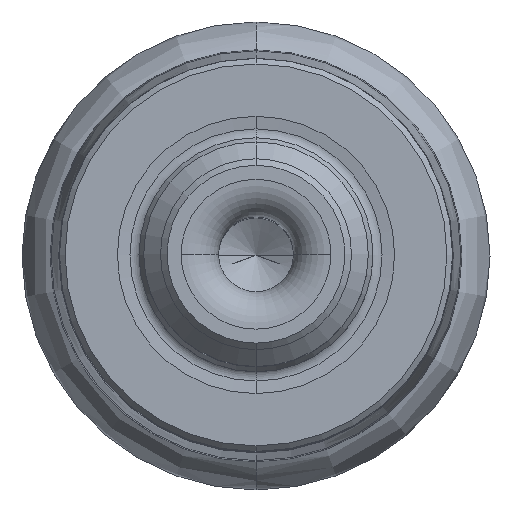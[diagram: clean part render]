
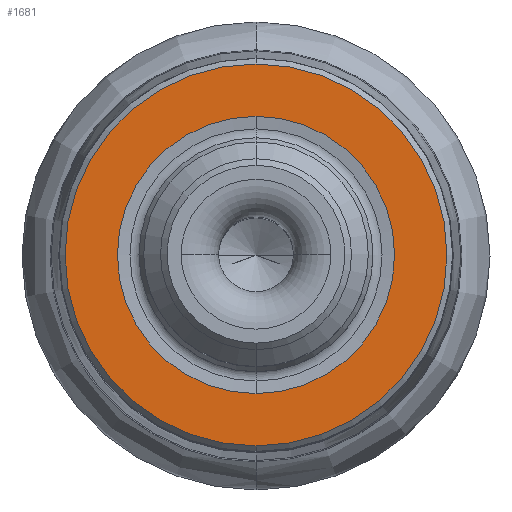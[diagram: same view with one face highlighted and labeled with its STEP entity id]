
A CAD part, top view. The second image highlights one B-rep face of the part: STEP entity #1681.
In plain terms, the highlighted face is planar.
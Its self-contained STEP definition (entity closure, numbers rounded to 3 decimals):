
#480=CARTESIAN_POINT('',(0.,0.,0.));
#481=DIRECTION('',(0.,0.,1.));
#482=DIRECTION('',(0.,1.,0.));
#483=AXIS2_PLACEMENT_3D('',#480,#481,#482);
#488=CARTESIAN_POINT('',(0.,0.,0.));
#489=DIRECTION('',(0.,0.,-1.));
#490=DIRECTION('',(0.,1.,0.));
#491=AXIS2_PLACEMENT_3D('',#488,#489,#490);
#496=CARTESIAN_POINT('',(0.,0.,0.));
#497=DIRECTION('',(0.,0.,-1.));
#498=DIRECTION('',(0.,1.,0.));
#499=AXIS2_PLACEMENT_3D('',#496,#497,#498);
#504=CARTESIAN_POINT('',(0.,0.,0.));
#505=DIRECTION('',(0.,0.,1.));
#506=DIRECTION('',(0.,1.,0.));
#507=AXIS2_PLACEMENT_3D('',#504,#505,#506);
#1090=CARTESIAN_POINT('',(0.,7.403,0.));
#1091=VERTEX_POINT('',#1090);
#1120=CARTESIAN_POINT('',(0.,-7.403,0.));
#1121=VERTEX_POINT('',#1120);
#1210=CARTESIAN_POINT('',(0.,10.2,0.));
#1211=VERTEX_POINT('',#1210);
#1212=CARTESIAN_POINT('',(0.,-10.2,0.));
#1213=VERTEX_POINT('',#1212);
#1666=CARTESIAN_POINT('',(0.,0.,0.));
#1667=DIRECTION('',(0.,0.,-1.));
#1668=DIRECTION('',(0.,-1.,0.));
#1669=AXIS2_PLACEMENT_3D('',#1666,#1667,#1668);
#1670=PLANE('',#1669);
#1671=ORIENTED_EDGE('',*,*,#1648,.T.);
#1672=ORIENTED_EDGE('',*,*,#1659,.F.);
#1673=EDGE_LOOP('',(#1671,#1672));
#1674=FACE_OUTER_BOUND('',#1673,.F.);
#1676=ORIENTED_EDGE('',*,*,#1675,.T.);
#1678=ORIENTED_EDGE('',*,*,#1677,.F.);
#1679=EDGE_LOOP('',(#1676,#1678));
#1680=FACE_BOUND('',#1679,.F.);
#1681=ADVANCED_FACE('',(#1674,#1680),#1670,.T.);
#484=CIRCLE('',#483,10.2);
#492=CIRCLE('',#491,10.2);
#500=CIRCLE('',#499,7.403);
#508=CIRCLE('',#507,7.403);
#1648=EDGE_CURVE('',#1211,#1213,#484,.T.);
#1659=EDGE_CURVE('',#1211,#1213,#492,.T.);
#1675=EDGE_CURVE('',#1091,#1121,#500,.T.);
#1677=EDGE_CURVE('',#1091,#1121,#508,.T.);
